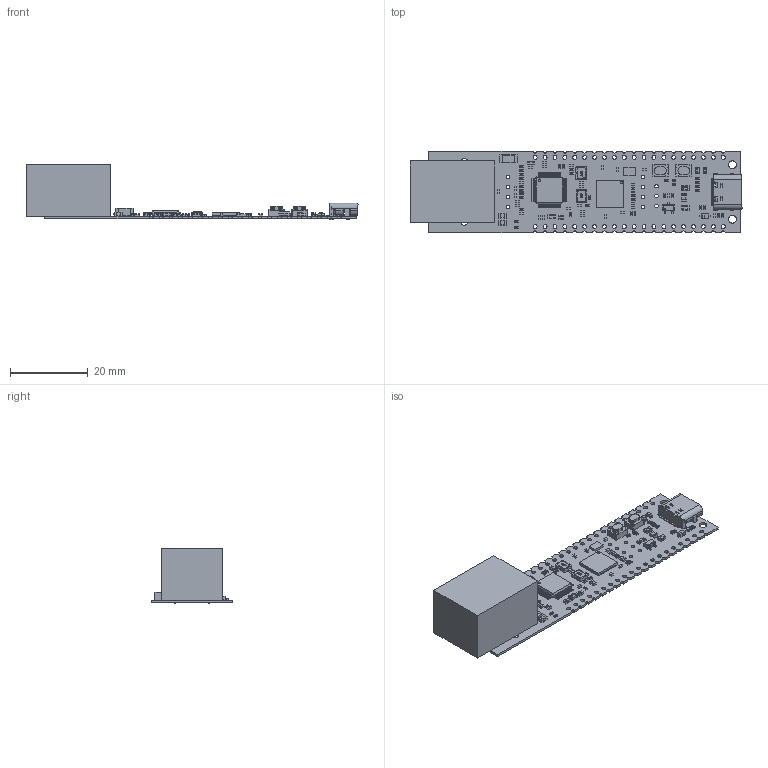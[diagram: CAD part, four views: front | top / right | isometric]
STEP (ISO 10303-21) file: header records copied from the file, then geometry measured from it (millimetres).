
FILE_DESCRIPTION(('Open CASCADE Model'),'2;1');
FILE_NAME('Open CASCADE Shape Model','2025-05-23T11:22:20',('Author'),( 'Open CASCADE'),'Open CASCADE STEP processor 6.8','Open CASCADE 6.8' ,'Unknown');
FILE_SCHEMA(('AUTOMOTIVE_DESIGN { 1 0 10303 214 1 1 1 1 }'));
Length unit declared in the file: millimetre
Products named in the file (157): PCB; Board; Open CASCADE STEP translator 6.8 10.1.1; Open CASCADE STEP translator 6.8 10.1.1.1; C24; CAPC1005X06; R35; RES_C1005X04N; C37; C36; C35; U2; User_Library-QFN56_0_4; Q1; 6326997792; L4; 7060260624; Y1; User_Library-ABRACON_ASE; U4; 8122840448; Extruded; R34; R33; R32; R31; R30; R29; R28; R27; R26; R25; R16; R10; P4; 7147725040; L6; 7060271824; L5; C34 ...
Assembly tree (235 placements, depth 8):
  PCB
    Board
      Open CASCADE STEP translator 6.8 10.1.1
        Open CASCADE STEP translator 6.8 10.1.1.1
    C24
      CAPC1005X06
    R35
      RES_C1005X04N
    C37
      CAPC1005X06
    C36
      CAPC1005X06
    C35
      CAPC1005X06
    U2
      User_Library-QFN56_0_4
    Q1
      6326997792
    L4
      7060260624
    Y1
      User_Library-ABRACON_ASE
    U4
      8122840448
        Extruded
    R34
      RES_C1005X04N
    R33
      RES_C1005X04N
    R32
      RES_C1005X04N
    R31
      RES_C1005X04N
    R30
      RES_C1005X04N
    R29
      RES_C1005X04N
    R28
      RES_C1005X04N
    R27
      RES_C1005X04N
    R26
      RES_C1005X04N
    R25
      RES_C1005X04N
    R16
      RES_C1005X04N
    R10
      RES_C1005X04N
    P4
      7147725040
        Extruded
    L6
      7060271824
    L5
      7060271824
    C34
      CAPC1005X06
    C33
      CAPC1005X06
Bounding box: 85.2 x 21 x 14.34 mm (x, y, z)
Volume: 5969.6 mm3; surface area: 6572.2 mm2
Topology: 170 solids, 170 shells, 8081 faces, 23227 edges, 15247 vertices
Faces by surface type: plane 4338, cylinder 2690, bspline 967, sphere 64, cone 22
Full cylindrical faces by diameter (mm): 0.6 x2, 0.914 x11, 1 x54, 1.6 x2, 2 x2, 3.3 x2
Entity records: 106723 total; most frequent: CARTESIAN_POINT 20228, ORIENTED_EDGE 15500, DIRECTION 15063, EDGE_CURVE 7750, LINE 5851, VECTOR 5851, VERTEX_POINT 5075, AXIS2_PLACEMENT_3D 4606
